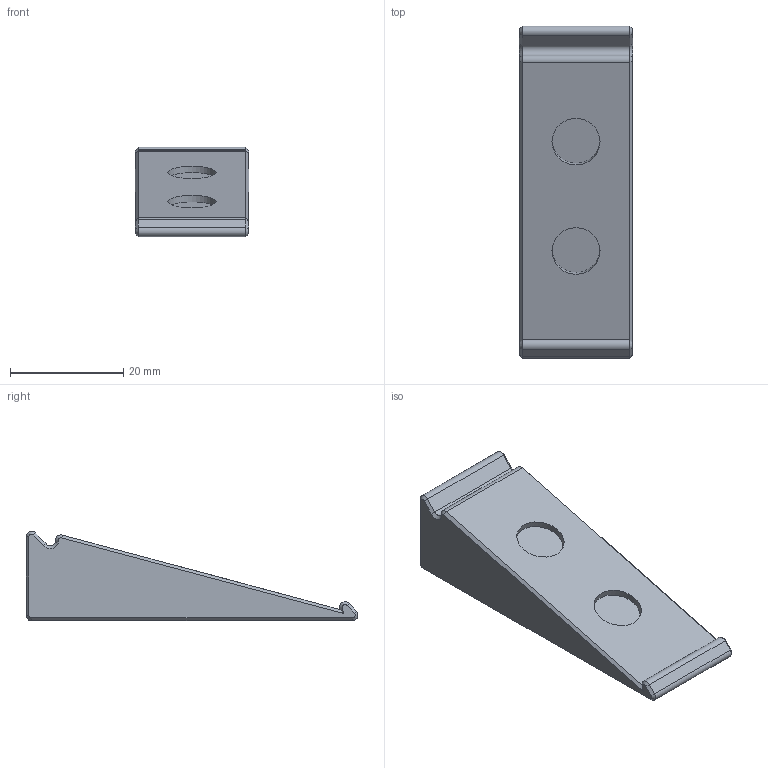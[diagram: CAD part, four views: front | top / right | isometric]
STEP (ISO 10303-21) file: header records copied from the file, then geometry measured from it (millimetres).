
FILE_DESCRIPTION(/* description */ (''),/* implementation_level */ '2;1');
FILE_NAME(/* name */ 'Suporte faca v2.step',/* time_stamp */ '2024-10-22T14:48:08-03:00',/* author */ (''),/* organization */ (''),/* preprocessor_version */ 'ST-DEVELOPER v20',/* originating_system */ 'Autodesk Translation Framework v13.20.0.188',/* authorisation */ '');
FILE_SCHEMA (('AUTOMOTIVE_DESIGN { 1 0 10303 214 3 1 1 }'));
Length unit declared in the file: millimetre
Products named in the file (1): Suporte faca
Bounding box: 20 x 58.7 x 15.85 mm (x, y, z)
Volume: 10296.5 mm3; surface area: 3809.8 mm2
Topology: 1 solids, 1 shells, 42 faces, 90 edges, 52 vertices
Faces by surface type: plane 22, cone 12, cylinder 8
Full cylindrical faces by diameter (mm): 8.5 x2
Entity records: 1145 total; most frequent: DIRECTION 202, CARTESIAN_POINT 191, ORIENTED_EDGE 180, EDGE_CURVE 90, AXIS2_PLACEMENT_3D 71, LINE 60, VECTOR 60, VERTEX_POINT 52
